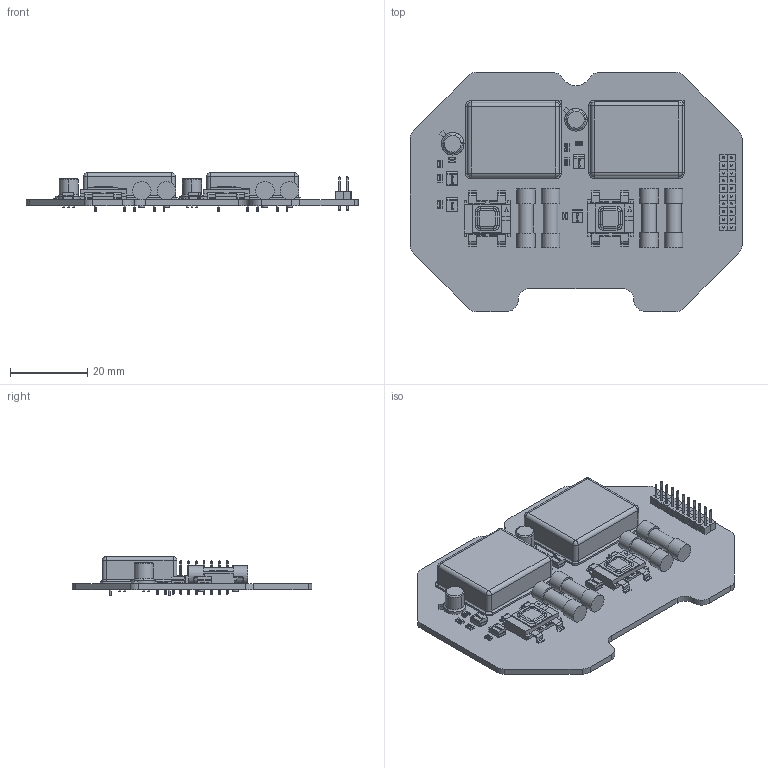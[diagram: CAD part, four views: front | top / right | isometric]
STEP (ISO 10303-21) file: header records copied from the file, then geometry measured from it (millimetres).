
FILE_DESCRIPTION(('Open CASCADE Model'),'2;1');
FILE_NAME('Open CASCADE Shape Model','2021-04-19T17:40:59',('Author'),( 'Open CASCADE'),'Open CASCADE STEP processor 6.8','Open CASCADE 6.8' ,'Unknown');
FILE_SCHEMA(('AUTOMOTIVE_DESIGN { 1 0 10303 214 1 1 1 1 }'));
Length unit declared in the file: millimetre
Products named in the file (41): PCB; Board; Open CASCADE STEP translator 6.8 6.1.1; VD2; 4116.4-3; VD1; FU4; 8383950864; Cylinder; 8383950384; 8383950624; FU2; FU3; X2; PLD2-20; VT2; TO-18; VT1; U2; SLH2805; U1; R4; SMD_RLC_0805; User_Library-R_SMD_0805_0805_BODY; User_Library-R_SMD_0805_0805_PAD; User_Library-R_SMD_0805_0805_OPIS; R3; R2; R1; FU1; C8; SMD_CaseB_3528-21; C7; C6; C5; C4; C3; C2; C1
Assembly tree (71 placements, depth 4):
  PCB
    Board
      Open CASCADE STEP translator 6.8 6.1.1
    VD2
      4116.4-3
    VD1
      4116.4-3
    FU4
      8383950864  x2
        Cylinder
      8383950384  x2
        Cylinder
      8383950624
        Cylinder
    FU2
      8383950864  x2
        Cylinder
      8383950384  x2
        Cylinder
      8383950624
        Cylinder
    FU3
      8383950864  x2
        Cylinder
      8383950624
        Cylinder
      8383950384  x2
        Cylinder
    X2
      PLD2-20
    VT2
      TO-18
    VT1
      TO-18
    U2
      SLH2805
    U1
      SLH2805
    R4
      SMD_RLC_0805
        User_Library-R_SMD_0805_0805_BODY
        User_Library-R_SMD_0805_0805_PAD  x2
        User_Library-R_SMD_0805_0805_OPIS
    R3
      SMD_RLC_0805
        User_Library-R_SMD_0805_0805_BODY
        User_Library-R_SMD_0805_0805_PAD  x2
        User_Library-R_SMD_0805_0805_OPIS
    R2
      SMD_RLC_0805
        User_Library-R_SMD_0805_0805_BODY
        User_Library-R_SMD_0805_0805_PAD  x2
        User_Library-R_SMD_0805_0805_OPIS
    R1
      SMD_RLC_0805
        User_Library-R_SMD_0805_0805_BODY
        User_Library-R_SMD_0805_0805_PAD  x2
        User_Library-R_SMD_0805_0805_OPIS
    FU1
      8383950864  x2
Bounding box: 86 x 62 x 9.98 mm (x, y, z)
Volume: 15867.3 mm3; surface area: 16520.4 mm2
Topology: 133 solids, 133 shells, 2354 faces, 5860 edges, 3816 vertices
Faces by surface type: plane 1229, bspline 688, cylinder 341, sphere 88, torus 8
Full cylindrical faces by diameter (mm): 0.8 x6, 0.864 x20, 0.9 x14, 1.524 x8, 2 x8, 3.81 x4, 4.826 x8
Entity records: 35605 total; most frequent: CARTESIAN_POINT 9210, ORIENTED_EDGE 4492, DIRECTION 4315, EDGE_CURVE 2246, VERTEX_POINT 1492, AXIS2_PLACEMENT_3D 1465, LINE 1385, VECTOR 1385
